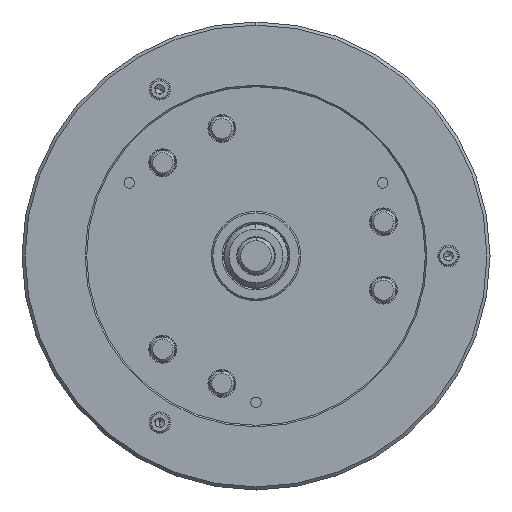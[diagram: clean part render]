
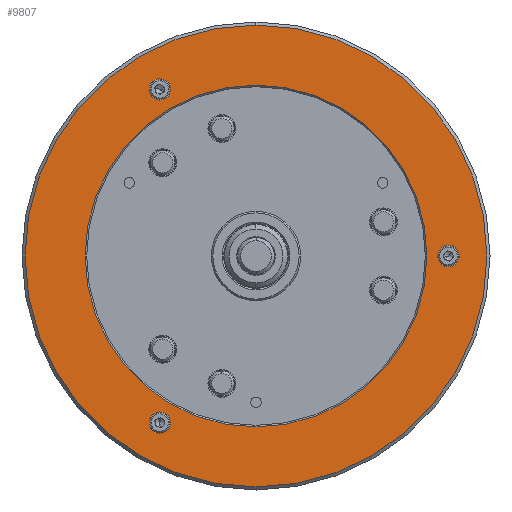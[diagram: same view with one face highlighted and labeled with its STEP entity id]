
A CAD part, left-side view. The second image highlights one B-rep face of the part: STEP entity #9807.
In plain terms, the highlighted planar face has unit normal (-1, 0, 0).
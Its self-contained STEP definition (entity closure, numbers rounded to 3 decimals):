
#20 = CIRCLE ( 'NONE', #16393, 7. ) ;
#533 = VERTEX_POINT ( 'NONE', #12741 ) ;
#539 = CARTESIAN_POINT ( 'NONE',  ( 0., 0., -150. ) ) ;
#1035 = ORIENTED_EDGE ( 'NONE', *, *, #10884, .F. ) ;
#1291 = DIRECTION ( 'NONE',  ( -1., 0., 0. ) ) ;
#1585 = EDGE_CURVE ( 'NONE', #17222, #9539, #9954, .T. ) ;
#1833 = CARTESIAN_POINT ( 'NONE',  ( 0., 0., 150. ) ) ;
#2006 = AXIS2_PLACEMENT_3D ( 'NONE', #3478, #15021, #5169 ) ;
#2046 = DIRECTION ( 'NONE',  ( -1., 0., 0. ) ) ;
#2265 = AXIS2_PLACEMENT_3D ( 'NONE', #9316, #20875, #10961 ) ;
#2612 = ORIENTED_EDGE ( 'NONE', *, *, #1585, .T. ) ;
#2949 = CARTESIAN_POINT ( 'NONE',  ( 0., -125., -7. ) ) ;
#3478 = CARTESIAN_POINT ( 'NONE',  ( 0., 152., 0. ) ) ;
#3591 = CARTESIAN_POINT ( 'NONE',  ( 0., -125., 0. ) ) ;
#3834 = CARTESIAN_POINT ( 'NONE',  ( 0., 62.5, 101.253 ) ) ;
#4174 = FACE_OUTER_BOUND ( 'NONE', #17123, .T. ) ;
#4517 = DIRECTION ( 'NONE',  ( -1., 0., 0. ) ) ;
#4817 = CARTESIAN_POINT ( 'NONE',  ( 0., 62.5, 108.253 ) ) ;
#4882 = DIRECTION ( 'NONE',  ( 1., 0., 0. ) ) ;
#5169 = DIRECTION ( 'NONE',  ( 0., 0., 1. ) ) ;
#5245 = FACE_BOUND ( 'NONE', #16404, .T. ) ;
#5270 = DIRECTION ( 'NONE',  ( 0., 0., 1. ) ) ;
#5493 = CIRCLE ( 'NONE', #20496, 7. ) ;
#5730 = DIRECTION ( 'NONE',  ( -1., 0., 0. ) ) ;
#5750 = CARTESIAN_POINT ( 'NONE',  ( 0., 62.5, 115.253 ) ) ;
#5990 = CIRCLE ( 'NONE', #15424, 7. ) ;
#6493 = DIRECTION ( 'NONE',  ( 0., 0., 1. ) ) ;
#6636 = ORIENTED_EDGE ( 'NONE', *, *, #21071, .F. ) ;
#6743 = PLANE ( 'NONE',  #2006 ) ;
#6897 = ORIENTED_EDGE ( 'NONE', *, *, #18515, .F. ) ;
#7100 = CIRCLE ( 'NONE', #20225, 111. ) ;
#7207 = CIRCLE ( 'NONE', #2265, 150. ) ;
#7859 = CARTESIAN_POINT ( 'NONE',  ( 0., 0., 111. ) ) ;
#8118 = EDGE_CURVE ( 'NONE', #9539, #17222, #7207, .T. ) ;
#8129 = VERTEX_POINT ( 'NONE', #19162 ) ;
#8477 = CARTESIAN_POINT ( 'NONE',  ( 0., 0., 0. ) ) ;
#8575 = FACE_BOUND ( 'NONE', #19997, .T. ) ;
#8621 = VERTEX_POINT ( 'NONE', #7859 ) ;
#9258 = ORIENTED_EDGE ( 'NONE', *, *, #13288, .F. ) ;
#9316 = CARTESIAN_POINT ( 'NONE',  ( 0., 0., 0. ) ) ;
#9539 = VERTEX_POINT ( 'NONE', #539 ) ;
#9629 = CARTESIAN_POINT ( 'NONE',  ( 0., 0., 0. ) ) ;
#9647 = ORIENTED_EDGE ( 'NONE', *, *, #10046, .F. ) ;
#9685 = VERTEX_POINT ( 'NONE', #21379 ) ;
#9807 = ADVANCED_FACE ( 'NONE', ( #5245, #17352, #12944, #8575, #4174 ), #6743, .T. ) ;
#9954 = CIRCLE ( 'NONE', #16913, 150. ) ;
#10046 = EDGE_CURVE ( 'NONE', #533, #9685, #20, .T. ) ;
#10128 = DIRECTION ( 'NONE',  ( 0., 0., 1. ) ) ;
#10303 = VERTEX_POINT ( 'NONE', #2949 ) ;
#10884 = EDGE_CURVE ( 'NONE', #12664, #18994, #20667, .T. ) ;
#10951 = AXIS2_PLACEMENT_3D ( 'NONE', #4817, #16361, #6493 ) ;
#10961 = DIRECTION ( 'NONE',  ( 0., 0., 1. ) ) ;
#11028 = CIRCLE ( 'NONE', #17969, 7. ) ;
#11173 = CARTESIAN_POINT ( 'NONE',  ( 0., 62.5, 108.253 ) ) ;
#11278 = DIRECTION ( 'NONE',  ( 0., 0., 1. ) ) ;
#11385 = CIRCLE ( 'NONE', #12052, 7. ) ;
#11927 = CARTESIAN_POINT ( 'NONE',  ( 0., 62.5, -108.253 ) ) ;
#12024 = ORIENTED_EDGE ( 'NONE', *, *, #17216, .T. ) ;
#12052 = AXIS2_PLACEMENT_3D ( 'NONE', #11927, #2046, #13578 ) ;
#12664 = VERTEX_POINT ( 'NONE', #3834 ) ;
#12741 = CARTESIAN_POINT ( 'NONE',  ( 0., 62.5, -101.253 ) ) ;
#12835 = DIRECTION ( 'NONE',  ( 0., 0., 1. ) ) ;
#12944 = FACE_BOUND ( 'NONE', #16309, .T. ) ;
#13288 = EDGE_CURVE ( 'NONE', #18360, #10303, #5990, .T. ) ;
#13578 = DIRECTION ( 'NONE',  ( 0., 0., 1. ) ) ;
#14182 = CIRCLE ( 'NONE', #18553, 111. ) ;
#14384 = CARTESIAN_POINT ( 'NONE',  ( 0., -125., 0. ) ) ;
#14408 = ORIENTED_EDGE ( 'NONE', *, *, #20489, .T. ) ;
#14740 = CARTESIAN_POINT ( 'NONE',  ( 0., 0., 0. ) ) ;
#15021 = DIRECTION ( 'NONE',  ( -1., 0., 0. ) ) ;
#15127 = DIRECTION ( 'NONE',  ( -1., 0., 0. ) ) ;
#15344 = ORIENTED_EDGE ( 'NONE', *, *, #8118, .T. ) ;
#15424 = AXIS2_PLACEMENT_3D ( 'NONE', #3591, #15127, #5270 ) ;
#15584 = CARTESIAN_POINT ( 'NONE',  ( 0., 62.5, -108.253 ) ) ;
#16065 = DIRECTION ( 'NONE',  ( 0., 0., 1. ) ) ;
#16309 = EDGE_LOOP ( 'NONE', ( #14408, #12024 ) ) ;
#16361 = DIRECTION ( 'NONE',  ( -1., 0., 0. ) ) ;
#16393 = AXIS2_PLACEMENT_3D ( 'NONE', #15584, #5730, #17257 ) ;
#16404 = EDGE_LOOP ( 'NONE', ( #9258, #6897 ) ) ;
#16408 = DIRECTION ( 'NONE',  ( 0., 0., 1. ) ) ;
#16913 = AXIS2_PLACEMENT_3D ( 'NONE', #9629, #21190, #11278 ) ;
#17123 = EDGE_LOOP ( 'NONE', ( #15344, #2612 ) ) ;
#17216 = EDGE_CURVE ( 'NONE', #8129, #8621, #14182, .T. ) ;
#17222 = VERTEX_POINT ( 'NONE', #1833 ) ;
#17257 = DIRECTION ( 'NONE',  ( 0., 0., 1. ) ) ;
#17304 = CARTESIAN_POINT ( 'NONE',  ( 0., -125., 7. ) ) ;
#17352 = FACE_BOUND ( 'NONE', #18976, .T. ) ;
#17969 = AXIS2_PLACEMENT_3D ( 'NONE', #14384, #4517, #16065 ) ;
#18360 = VERTEX_POINT ( 'NONE', #17304 ) ;
#18384 = ORIENTED_EDGE ( 'NONE', *, *, #20682, .F. ) ;
#18515 = EDGE_CURVE ( 'NONE', #10303, #18360, #11028, .T. ) ;
#18553 = AXIS2_PLACEMENT_3D ( 'NONE', #8477, #20032, #10128 ) ;
#18976 = EDGE_LOOP ( 'NONE', ( #6636, #1035 ) ) ;
#18994 = VERTEX_POINT ( 'NONE', #5750 ) ;
#19162 = CARTESIAN_POINT ( 'NONE',  ( 0., 0., -111. ) ) ;
#19997 = EDGE_LOOP ( 'NONE', ( #9647, #18384 ) ) ;
#20032 = DIRECTION ( 'NONE',  ( 1., 0., 0. ) ) ;
#20225 = AXIS2_PLACEMENT_3D ( 'NONE', #14740, #4882, #16408 ) ;
#20489 = EDGE_CURVE ( 'NONE', #8621, #8129, #7100, .T. ) ;
#20496 = AXIS2_PLACEMENT_3D ( 'NONE', #11173, #1291, #12835 ) ;
#20667 = CIRCLE ( 'NONE', #10951, 7. ) ;
#20682 = EDGE_CURVE ( 'NONE', #9685, #533, #11385, .T. ) ;
#20875 = DIRECTION ( 'NONE',  ( -1., 0., 0. ) ) ;
#21071 = EDGE_CURVE ( 'NONE', #18994, #12664, #5493, .T. ) ;
#21190 = DIRECTION ( 'NONE',  ( -1., 0., 0. ) ) ;
#21379 = CARTESIAN_POINT ( 'NONE',  ( 0., 62.5, -115.253 ) ) ;
